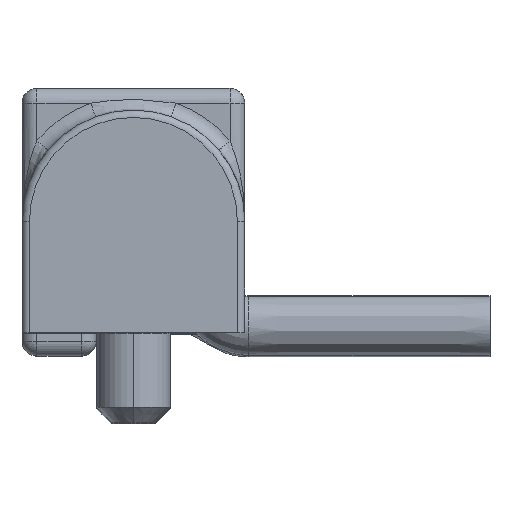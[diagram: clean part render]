
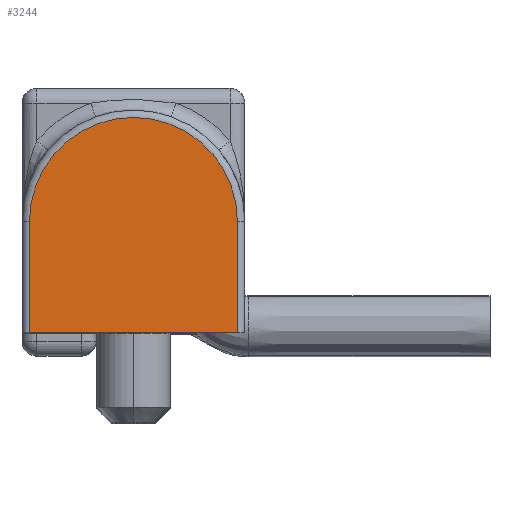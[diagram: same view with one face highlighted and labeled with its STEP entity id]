
A CAD part, top view. The second image highlights one B-rep face of the part: STEP entity #3244.
In plain terms, the highlighted planar face has unit normal (0, 0, 1).
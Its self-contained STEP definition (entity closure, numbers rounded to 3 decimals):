
#999=DIRECTION('',(0.,1.,0.));
#1000=VECTOR('',#999,1.5);
#1001=CARTESIAN_POINT('',(-1.4,-1.5,7.));
#1002=LINE('',#1001,#1000);
#1056=DIRECTION('',(-1.,0.,0.));
#1057=VECTOR('',#1056,2.8);
#1058=CARTESIAN_POINT('',(1.4,-1.5,7.));
#1059=LINE('',#1058,#1057);
#1201=DIRECTION('',(0.,-1.,0.));
#1202=VECTOR('',#1201,1.5);
#1203=CARTESIAN_POINT('',(1.4,0.,7.));
#1204=LINE('',#1203,#1202);
#1209=CARTESIAN_POINT('',(0.,0.,7.));
#1210=DIRECTION('',(0.,0.,1.));
#1211=DIRECTION('',(1.,0.,0.));
#1212=AXIS2_PLACEMENT_3D('',#1209,#1210,#1211);
#1302=CARTESIAN_POINT('',(1.4,0.,7.));
#1304=VERTEX_POINT('',#1302);
#1327=CARTESIAN_POINT('',(-1.4,0.,7.));
#1329=VERTEX_POINT('',#1327);
#1347=CARTESIAN_POINT('',(1.4,-1.5,7.));
#1349=VERTEX_POINT('',#1347);
#1360=CARTESIAN_POINT('',(-1.4,-1.5,7.));
#1361=VERTEX_POINT('',#1360);
#3233=CARTESIAN_POINT('',(0.,0.,7.));
#3234=DIRECTION('',(0.,0.,1.));
#3235=DIRECTION('',(1.,0.,0.));
#3236=AXIS2_PLACEMENT_3D('',#3233,#3234,#3235);
#3237=PLANE('',#3236);
#3238=ORIENTED_EDGE('',*,*,#2966,.T.);
#3239=ORIENTED_EDGE('',*,*,#2944,.T.);
#3240=ORIENTED_EDGE('',*,*,#2929,.F.);
#3241=ORIENTED_EDGE('',*,*,#3226,.T.);
#3242=EDGE_LOOP('',(#3238,#3239,#3240,#3241));
#3243=FACE_OUTER_BOUND('',#3242,.F.);
#1213=CIRCLE('',#1212,1.4);
#2929=EDGE_CURVE('',#1304,#1329,#1213,.T.);
#2944=EDGE_CURVE('',#1361,#1329,#1002,.T.);
#2966=EDGE_CURVE('',#1349,#1361,#1059,.T.);
#3226=EDGE_CURVE('',#1304,#1349,#1204,.T.);
#3244=ADVANCED_FACE('',(#3243),#3237,.T.);
